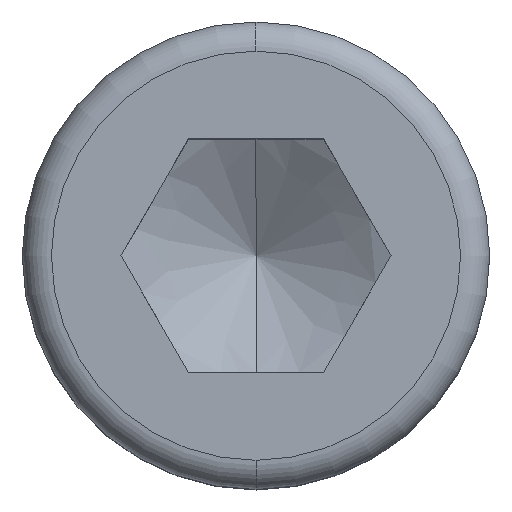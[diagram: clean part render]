
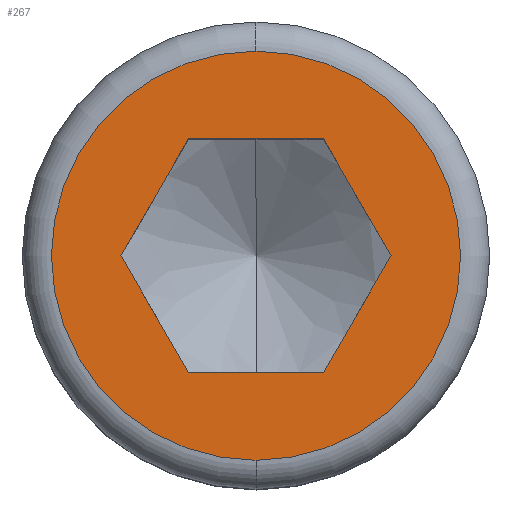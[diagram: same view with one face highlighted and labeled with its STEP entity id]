
A CAD part, top view. The second image highlights one B-rep face of the part: STEP entity #267.
In plain terms, the highlighted planar face has unit normal (0, 0, 1).
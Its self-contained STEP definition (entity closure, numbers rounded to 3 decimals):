
#169=EDGE_CURVE('',#297,#253,#409,.T.);
#195=EDGE_CURVE('',#295,#251,#437,.T.);
#209=EDGE_CURVE('',#305,#269,#452,.T.);
#247=EDGE_CURVE('',#251,#295,#499,.T.);
#251=VERTEX_POINT('',#503);
#253=VERTEX_POINT('',#505);
#261=EDGE_CURVE('',#269,#297,#514,.T.);
#267=ADVANCED_FACE('',(#520,#521),#522,.T.);
#269=VERTEX_POINT('',#524);
#273=VERTEX_POINT('',#528);
#283=EDGE_CURVE('',#331,#305,#538,.T.);
#295=VERTEX_POINT('',#551);
#297=VERTEX_POINT('',#553);
#305=VERTEX_POINT('',#562);
#323=EDGE_CURVE('',#273,#331,#581,.T.);
#331=VERTEX_POINT('',#589);
#355=EDGE_CURVE('',#253,#273,#616,.T.);
#409=LINE('',#689,#690);
#437=CIRCLE('',#724,7.0);
#452=LINE('',#754,#755);
#499=CIRCLE('',#829,7.0);
#503=CARTESIAN_POINT('',(0.,7.,10.));
#505=CARTESIAN_POINT('',(4.62,0.,10.));
#514=LINE('',#848,#849);
#520=FACE_BOUND('',#858,.T.);
#521=FACE_OUTER_BOUND('',#859,.T.);
#522=PLANE('',#860);
#524=CARTESIAN_POINT('',(-2.31,4.001,10.));
#528=CARTESIAN_POINT('',(2.31,-4.001,10.));
#538=LINE('',#883,#884);
#551=CARTESIAN_POINT('',(0.,-7.,10.));
#553=CARTESIAN_POINT('',(2.31,4.001,10.));
#562=CARTESIAN_POINT('',(-4.62,0.,10.));
#581=LINE('',#956,#957);
#589=CARTESIAN_POINT('',(-2.31,-4.001,10.));
#616=LINE('',#1010,#1011);
#689=CARTESIAN_POINT('',(4.043,1.,10.));
#690=VECTOR('',#1066,1.0);
#724=AXIS2_PLACEMENT_3D('',#1095,#1096,#1097);
#754=CARTESIAN_POINT('',(-2.888,3.001,10.));
#755=VECTOR('',#1114,1.0);
#829=AXIS2_PLACEMENT_3D('',#1188,#1189,#1190);
#848=CARTESIAN_POINT('',(1.155,4.001,10.));
#849=VECTOR('',#1202,1.0);
#858=EDGE_LOOP('',(#1208,#1209,#1210,#1211,#1212,#1213));
#859=EDGE_LOOP('',(#1214,#1215));
#860=AXIS2_PLACEMENT_3D('',#1216,#1217,#1218);
#883=CARTESIAN_POINT('',(-4.043,-1.,10.));
#884=VECTOR('',#1227,1.0);
#956=CARTESIAN_POINT('',(-1.155,-4.001,10.));
#957=VECTOR('',#1259,1.0);
#1010=CARTESIAN_POINT('',(2.888,-3.001,10.));
#1011=VECTOR('',#1292,1.0);
#1066=DIRECTION('',(0.5,-0.866,0.0));
#1095=CARTESIAN_POINT('',(0.,0.,10.));
#1096=DIRECTION('',(0.0,0.0,1.0));
#1097=DIRECTION('',(-1.0,0.0,0.0));
#1114=DIRECTION('',(0.5,0.866,0.0));
#1188=CARTESIAN_POINT('',(0.,0.,10.));
#1189=DIRECTION('',(0.0,0.0,1.0));
#1190=DIRECTION('',(-1.0,0.0,0.0));
#1202=DIRECTION('',(1.0,0.0,0.0));
#1208=ORIENTED_EDGE('',*,*,#283,.T.);
#1209=ORIENTED_EDGE('',*,*,#209,.T.);
#1210=ORIENTED_EDGE('',*,*,#261,.T.);
#1211=ORIENTED_EDGE('',*,*,#169,.T.);
#1212=ORIENTED_EDGE('',*,*,#355,.T.);
#1213=ORIENTED_EDGE('',*,*,#323,.T.);
#1214=ORIENTED_EDGE('',*,*,#195,.T.);
#1215=ORIENTED_EDGE('',*,*,#247,.T.);
#1216=CARTESIAN_POINT('',(0.,-6.31,10.));
#1217=DIRECTION('',(0.0,0.0,1.0));
#1218=DIRECTION('',(0.,-1.0,0.0));
#1227=DIRECTION('',(-0.5,0.866,0.0));
#1259=DIRECTION('',(-1.0,0.0,0.0));
#1292=DIRECTION('',(-0.5,-0.866,0.0));
